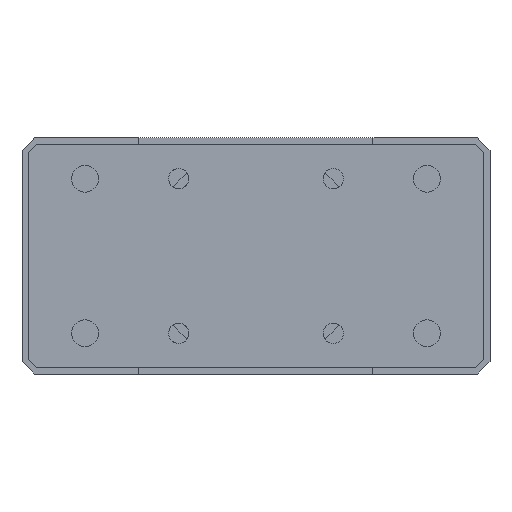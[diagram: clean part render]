
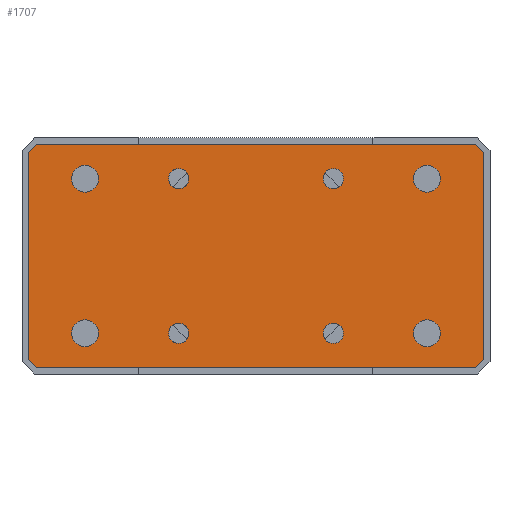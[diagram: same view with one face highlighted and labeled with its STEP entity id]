
A CAD part, front view. The second image highlights one B-rep face of the part: STEP entity #1707.
In plain terms, the highlighted face is planar.
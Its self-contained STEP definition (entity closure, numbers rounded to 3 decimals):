
#161=CIRCLE('',#1914,2.5);
#162=CIRCLE('',#1915,2.5);
#163=CIRCLE('',#1916,2.5);
#164=CIRCLE('',#1917,2.5);
#165=CIRCLE('',#1918,3.3);
#166=CIRCLE('',#1919,3.3);
#167=CIRCLE('',#1920,3.3);
#168=CIRCLE('',#1921,3.3);
#432=ORIENTED_EDGE('',*,*,#708,.T.);
#433=ORIENTED_EDGE('',*,*,#709,.T.);
#434=ORIENTED_EDGE('',*,*,#710,.T.);
#435=ORIENTED_EDGE('',*,*,#711,.T.);
#436=ORIENTED_EDGE('',*,*,#712,.T.);
#437=ORIENTED_EDGE('',*,*,#713,.T.);
#438=ORIENTED_EDGE('',*,*,#714,.T.);
#439=ORIENTED_EDGE('',*,*,#715,.T.);
#440=ORIENTED_EDGE('',*,*,#716,.T.);
#441=ORIENTED_EDGE('',*,*,#717,.T.);
#442=ORIENTED_EDGE('',*,*,#718,.T.);
#443=ORIENTED_EDGE('',*,*,#719,.T.);
#444=ORIENTED_EDGE('',*,*,#720,.T.);
#445=ORIENTED_EDGE('',*,*,#721,.T.);
#446=ORIENTED_EDGE('',*,*,#722,.T.);
#447=ORIENTED_EDGE('',*,*,#723,.T.);
#708=EDGE_CURVE('',#889,#889,#161,.T.);
#709=EDGE_CURVE('',#890,#890,#162,.T.);
#710=EDGE_CURVE('',#891,#891,#163,.T.);
#711=EDGE_CURVE('',#892,#892,#164,.T.);
#712=EDGE_CURVE('',#893,#893,#165,.T.);
#713=EDGE_CURVE('',#894,#894,#166,.T.);
#714=EDGE_CURVE('',#895,#895,#167,.T.);
#715=EDGE_CURVE('',#896,#896,#168,.T.);
#716=EDGE_CURVE('',#897,#898,#1001,.T.);
#717=EDGE_CURVE('',#898,#899,#1002,.T.);
#718=EDGE_CURVE('',#899,#900,#1003,.T.);
#719=EDGE_CURVE('',#900,#901,#1004,.T.);
#720=EDGE_CURVE('',#901,#902,#1005,.T.);
#721=EDGE_CURVE('',#902,#903,#1006,.T.);
#722=EDGE_CURVE('',#903,#904,#1007,.T.);
#723=EDGE_CURVE('',#904,#897,#1008,.T.);
#889=VERTEX_POINT('',#2981);
#890=VERTEX_POINT('',#2983);
#891=VERTEX_POINT('',#2985);
#892=VERTEX_POINT('',#2987);
#893=VERTEX_POINT('',#2989);
#894=VERTEX_POINT('',#2991);
#895=VERTEX_POINT('',#2993);
#896=VERTEX_POINT('',#2995);
#897=VERTEX_POINT('',#2997);
#898=VERTEX_POINT('',#2998);
#899=VERTEX_POINT('',#3000);
#900=VERTEX_POINT('',#3002);
#901=VERTEX_POINT('',#3004);
#902=VERTEX_POINT('',#3006);
#903=VERTEX_POINT('',#3008);
#904=VERTEX_POINT('',#3010);
#1001=LINE('',#2996,#1081);
#1002=LINE('',#2999,#1082);
#1003=LINE('',#3001,#1083);
#1004=LINE('',#3003,#1084);
#1005=LINE('',#3005,#1085);
#1006=LINE('',#3007,#1086);
#1007=LINE('',#3009,#1087);
#1008=LINE('',#3011,#1088);
#1081=VECTOR('',#2344,1000.);
#1082=VECTOR('',#2345,1000.);
#1083=VECTOR('',#2346,1000.);
#1084=VECTOR('',#2347,1000.);
#1085=VECTOR('',#2348,1000.);
#1086=VECTOR('',#2349,1000.);
#1087=VECTOR('',#2350,1000.);
#1088=VECTOR('',#2351,1000.);
#1255=EDGE_LOOP('',(#432));
#1256=EDGE_LOOP('',(#433));
#1257=EDGE_LOOP('',(#434));
#1258=EDGE_LOOP('',(#435));
#1259=EDGE_LOOP('',(#436));
#1260=EDGE_LOOP('',(#437));
#1261=EDGE_LOOP('',(#438));
#1262=EDGE_LOOP('',(#439));
#1263=EDGE_LOOP('',(#440,#441,#442,#443,#444,#445,#446,#447));
#1489=FACE_BOUND('',#1255,.T.);
#1490=FACE_BOUND('',#1256,.T.);
#1491=FACE_BOUND('',#1257,.T.);
#1492=FACE_BOUND('',#1258,.T.);
#1493=FACE_BOUND('',#1259,.T.);
#1494=FACE_BOUND('',#1260,.T.);
#1495=FACE_BOUND('',#1261,.T.);
#1496=FACE_BOUND('',#1262,.T.);
#1497=FACE_BOUND('',#1263,.T.);
#1608=PLANE('',#1913);
#1707=ADVANCED_FACE('',(#1489,#1490,#1491,#1492,#1493,#1494,#1495,#1496,
#1497),#1608,.F.);
#1913=AXIS2_PLACEMENT_3D('',#2979,#2326,#2327);
#1914=AXIS2_PLACEMENT_3D('',#2980,#2328,#2329);
#1915=AXIS2_PLACEMENT_3D('',#2982,#2330,#2331);
#1916=AXIS2_PLACEMENT_3D('',#2984,#2332,#2333);
#1917=AXIS2_PLACEMENT_3D('',#2986,#2334,#2335);
#1918=AXIS2_PLACEMENT_3D('',#2988,#2336,#2337);
#1919=AXIS2_PLACEMENT_3D('',#2990,#2338,#2339);
#1920=AXIS2_PLACEMENT_3D('',#2992,#2340,#2341);
#1921=AXIS2_PLACEMENT_3D('',#2994,#2342,#2343);
#2326=DIRECTION('',(0.,0.,1.));
#2327=DIRECTION('',(1.,0.,0.));
#2328=DIRECTION('',(0.,0.,1.));
#2329=DIRECTION('',(-1.,0.,0.));
#2330=DIRECTION('',(0.,0.,1.));
#2331=DIRECTION('',(-1.,0.,0.));
#2332=DIRECTION('',(0.,0.,1.));
#2333=DIRECTION('',(-1.,0.,0.));
#2334=DIRECTION('',(0.,0.,1.));
#2335=DIRECTION('',(-1.,0.,0.));
#2336=DIRECTION('',(0.,0.,1.));
#2337=DIRECTION('',(1.,0.,0.));
#2338=DIRECTION('',(0.,0.,1.));
#2339=DIRECTION('',(1.,0.,0.));
#2340=DIRECTION('',(0.,0.,1.));
#2341=DIRECTION('',(1.,0.,0.));
#2342=DIRECTION('',(0.,0.,1.));
#2343=DIRECTION('',(1.,0.,0.));
#2344=DIRECTION('',(0.707,0.707,0.));
#2345=DIRECTION('',(1.,0.,0.));
#2346=DIRECTION('',(0.707,-0.707,0.));
#2347=DIRECTION('',(0.,-1.,0.));
#2348=DIRECTION('',(-0.707,-0.707,0.));
#2349=DIRECTION('',(-1.,0.,0.));
#2350=DIRECTION('',(-0.707,0.707,0.));
#2351=DIRECTION('',(0.,1.,0.));
#2979=CARTESIAN_POINT('',(0.,0.,0.));
#2980=CARTESIAN_POINT('',(-19.,19.,0.));
#2981=CARTESIAN_POINT('',(-21.5,19.,0.));
#2982=CARTESIAN_POINT('',(-19.,-19.,0.));
#2983=CARTESIAN_POINT('',(-21.5,-19.,0.));
#2984=CARTESIAN_POINT('',(19.,-19.,0.));
#2985=CARTESIAN_POINT('',(16.5,-19.,0.));
#2986=CARTESIAN_POINT('',(19.,19.,0.));
#2987=CARTESIAN_POINT('',(16.5,19.,0.));
#2988=CARTESIAN_POINT('',(42.,19.,0.));
#2989=CARTESIAN_POINT('',(45.3,19.,0.));
#2990=CARTESIAN_POINT('',(-42.,-19.,0.));
#2991=CARTESIAN_POINT('',(-38.7,-19.,0.));
#2992=CARTESIAN_POINT('',(-42.,19.,0.));
#2993=CARTESIAN_POINT('',(-38.7,19.,0.));
#2994=CARTESIAN_POINT('',(42.,-19.,0.));
#2995=CARTESIAN_POINT('',(45.3,-19.,0.));
#2996=CARTESIAN_POINT('',(-56.,25.5,0.));
#2997=CARTESIAN_POINT('',(-56.,25.5,0.));
#2998=CARTESIAN_POINT('',(-54.,27.5,0.));
#2999=CARTESIAN_POINT('',(-54.,27.5,0.));
#3000=CARTESIAN_POINT('',(54.,27.5,0.));
#3001=CARTESIAN_POINT('',(54.,27.5,0.));
#3002=CARTESIAN_POINT('',(56.,25.5,0.));
#3003=CARTESIAN_POINT('',(56.,25.5,0.));
#3004=CARTESIAN_POINT('',(56.,-25.5,0.));
#3005=CARTESIAN_POINT('',(56.,-25.5,0.));
#3006=CARTESIAN_POINT('',(54.,-27.5,0.));
#3007=CARTESIAN_POINT('',(54.,-27.5,0.));
#3008=CARTESIAN_POINT('',(-54.,-27.5,0.));
#3009=CARTESIAN_POINT('',(-54.,-27.5,0.));
#3010=CARTESIAN_POINT('',(-56.,-25.5,0.));
#3011=CARTESIAN_POINT('',(-56.,-25.5,0.));
